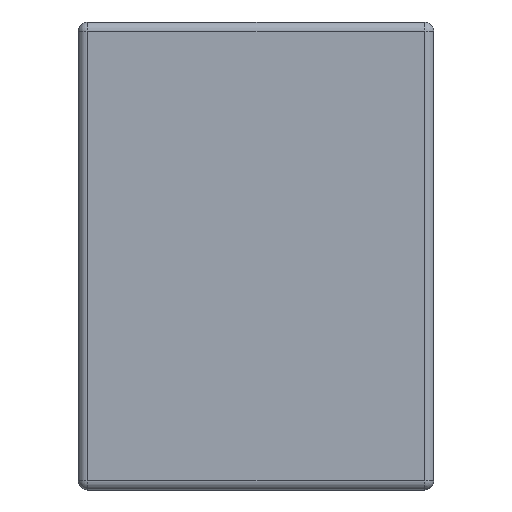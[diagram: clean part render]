
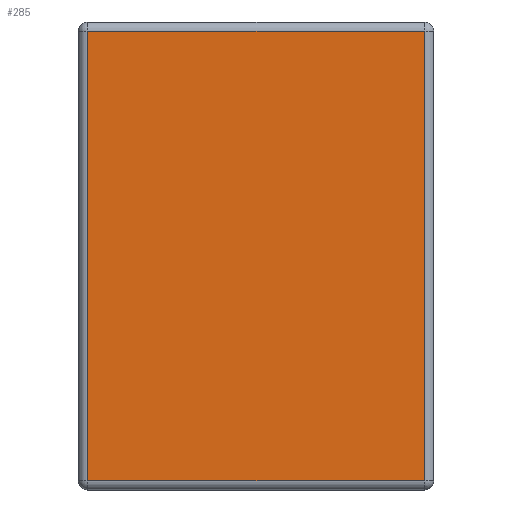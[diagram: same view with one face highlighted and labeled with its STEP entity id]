
A CAD part, left-side view. The second image highlights one B-rep face of the part: STEP entity #285.
In plain terms, the highlighted planar face has unit normal (-1, 0, 0).
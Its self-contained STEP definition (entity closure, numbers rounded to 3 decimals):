
#49 = EDGE_CURVE ( 'NONE', #518, #238, #208, .T. ) ;
#62 = CARTESIAN_POINT ( 'NONE',  ( -1., 0.025, -0.6 ) ) ;
#72 = DIRECTION ( 'NONE',  ( 0., -1., 0. ) ) ;
#74 = EDGE_CURVE ( 'NONE', #404, #518, #361, .T. ) ;
#123 = CARTESIAN_POINT ( 'NONE',  ( -1., 0.95, 0.6 ) ) ;
#138 = EDGE_LOOP ( 'NONE', ( #1094, #1087, #693, #801 ) ) ;
#168 = VECTOR ( 'NONE', #465, 1000. ) ;
#201 = LINE ( 'NONE', #216, #384 ) ;
#208 = LINE ( 'NONE', #123, #168 ) ;
#216 = CARTESIAN_POINT ( 'NONE',  ( -1., 0.925, 0.625 ) ) ;
#229 = DIRECTION ( 'NONE',  ( 1., 0., 0. ) ) ;
#235 = VECTOR ( 'NONE', #985, 1000. ) ;
#238 = VERTEX_POINT ( 'NONE', #760 ) ;
#245 = CARTESIAN_POINT ( 'NONE',  ( -1., 0.95, -0.6 ) ) ;
#246 = AXIS2_PLACEMENT_3D ( 'NONE', #1019, #229, #576 ) ;
#285 = ADVANCED_FACE ( 'NONE', ( #664 ), #1110, .F. ) ;
#310 = VECTOR ( 'NONE', #72, 1000. ) ;
#317 = EDGE_CURVE ( 'NONE', #578, #404, #936, .T. ) ;
#361 = LINE ( 'NONE', #717, #235 ) ;
#384 = VECTOR ( 'NONE', #935, 1000. ) ;
#404 = VERTEX_POINT ( 'NONE', #62 ) ;
#465 = DIRECTION ( 'NONE',  ( 0., 1., 0. ) ) ;
#518 = VERTEX_POINT ( 'NONE', #951 ) ;
#576 = DIRECTION ( 'NONE',  ( 0., 0., -1. ) ) ;
#578 = VERTEX_POINT ( 'NONE', #1061 ) ;
#664 = FACE_OUTER_BOUND ( 'NONE', #138, .T. ) ;
#693 = ORIENTED_EDGE ( 'NONE', *, *, #74, .T. ) ;
#717 = CARTESIAN_POINT ( 'NONE',  ( -1., 0.025, 0.625 ) ) ;
#746 = EDGE_CURVE ( 'NONE', #238, #578, #201, .T. ) ;
#760 = CARTESIAN_POINT ( 'NONE',  ( -1., 0.925, 0.6 ) ) ;
#801 = ORIENTED_EDGE ( 'NONE', *, *, #49, .T. ) ;
#935 = DIRECTION ( 'NONE',  ( 0., 0., -1. ) ) ;
#936 = LINE ( 'NONE', #245, #310 ) ;
#951 = CARTESIAN_POINT ( 'NONE',  ( -1., 0.025, 0.6 ) ) ;
#985 = DIRECTION ( 'NONE',  ( 0., 0., 1. ) ) ;
#1019 = CARTESIAN_POINT ( 'NONE',  ( -1., 0.95, 0.625 ) ) ;
#1061 = CARTESIAN_POINT ( 'NONE',  ( -1., 0.925, -0.6 ) ) ;
#1087 = ORIENTED_EDGE ( 'NONE', *, *, #317, .T. ) ;
#1094 = ORIENTED_EDGE ( 'NONE', *, *, #746, .T. ) ;
#1110 = PLANE ( 'NONE',  #246 ) ;
